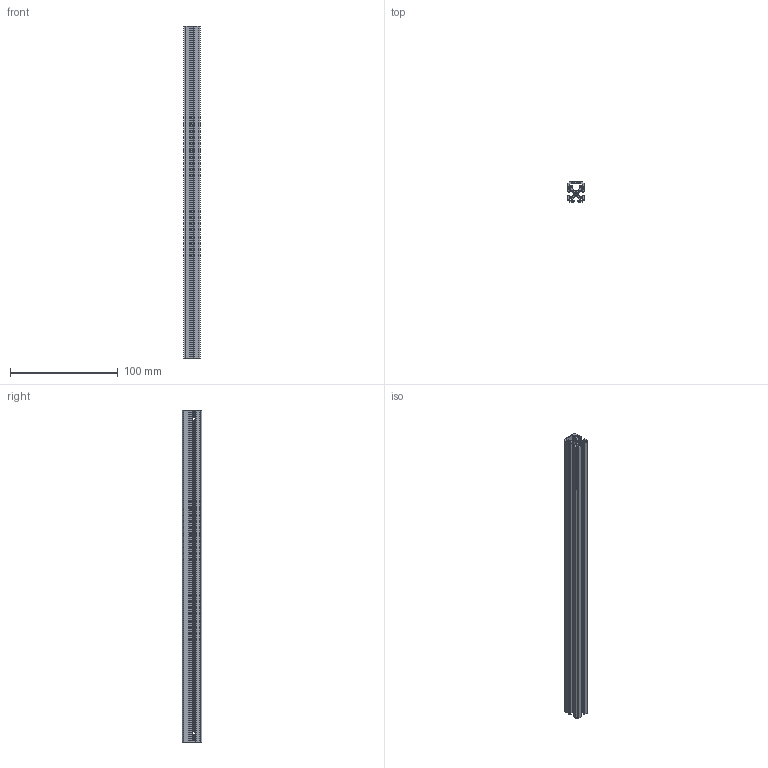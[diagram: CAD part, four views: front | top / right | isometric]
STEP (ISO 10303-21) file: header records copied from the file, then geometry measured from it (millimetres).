
FILE_DESCRIPTION (( 'STEP AP214' ), '1' );
FILE_NAME ('REV-41-1699.STEP', '2019-08-05T23:36:39', ( '' ), ( '' ), 'SwSTEP 2.0', 'SolidWorks 2018', '' );
FILE_SCHEMA (( 'AUTOMOTIVE_DESIGN' ));
Length unit declared in the file: millimetre
Products named in the file (3): REV-41-1699; REV-41-1699-2; REV-41-1699-1
Assembly tree (2 placements, depth 2):
  REV-41-1699
    REV-41-1699-1
    REV-41-1699-2
Bounding box: 15 x 18.45 x 308 mm (x, y, z)
Volume: 33483.3 mm3; surface area: 54260.3 mm2
Topology: 2 solids, 2 shells, 197 faces, 587 edges, 386 vertices
Faces by surface type: cylinder 128, plane 69
Entity records: 7195 total; most frequent: CARTESIAN_POINT 1519, DIRECTION 1207, ORIENTED_EDGE 1174, EDGE_CURVE 587, AXIS2_PLACEMENT_3D 442, VERTEX_POINT 386, VECTOR 323, LINE 323
